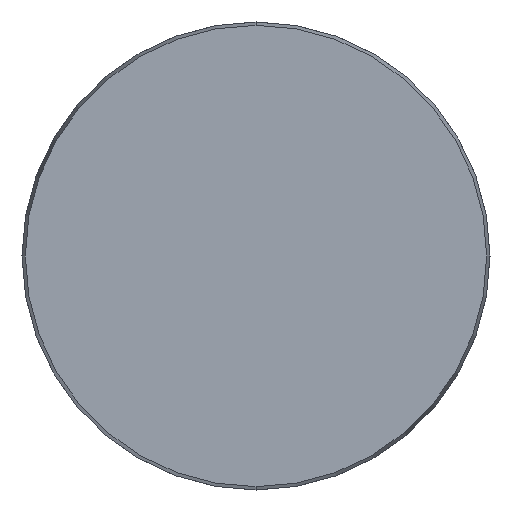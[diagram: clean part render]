
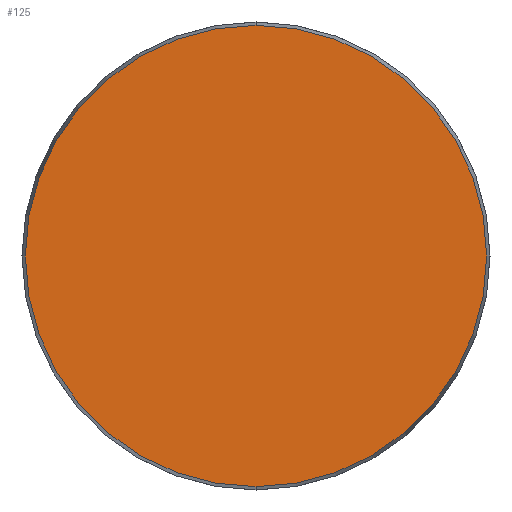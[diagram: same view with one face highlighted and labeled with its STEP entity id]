
A CAD part, front view. The second image highlights one B-rep face of the part: STEP entity #125.
In plain terms, the highlighted planar face has unit normal (0, -1, 0).
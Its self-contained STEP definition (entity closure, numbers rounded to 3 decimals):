
#4 = CARTESIAN_POINT ( 'NONE',  ( -59.143, 0., 0. ) ) ;
#38 = DIRECTION ( 'NONE',  ( 0., 1., 0. ) ) ;
#110 = CARTESIAN_POINT ( 'NONE',  ( 0., 0., 0. ) ) ;
#125 = ADVANCED_FACE ( 'NONE', ( #966 ), #499, .F. ) ;
#128 = CARTESIAN_POINT ( 'NONE',  ( 0., 0., 0. ) ) ;
#134 = CIRCLE ( 'NONE', #897, 59.143 ) ;
#148 = ORIENTED_EDGE ( 'NONE', *, *, #627, .T. ) ;
#203 = VERTEX_POINT ( 'NONE', #641 ) ;
#260 = EDGE_LOOP ( 'NONE', ( #148, #603 ) ) ;
#363 = AXIS2_PLACEMENT_3D ( 'NONE', #110, #637, #958 ) ;
#499 = PLANE ( 'NONE',  #820 ) ;
#563 = EDGE_CURVE ( 'NONE', #776, #203, #1046, .T. ) ;
#603 = ORIENTED_EDGE ( 'NONE', *, *, #563, .T. ) ;
#627 = EDGE_CURVE ( 'NONE', #203, #776, #134, .T. ) ;
#637 = DIRECTION ( 'NONE',  ( 0., -1., 0. ) ) ;
#641 = CARTESIAN_POINT ( 'NONE',  ( 0., 0., 59.143 ) ) ;
#749 = DIRECTION ( 'NONE',  ( 0., -1., 0. ) ) ;
#776 = VERTEX_POINT ( 'NONE', #1068 ) ;
#820 = AXIS2_PLACEMENT_3D ( 'NONE', #4, #38, #1260 ) ;
#897 = AXIS2_PLACEMENT_3D ( 'NONE', #128, #749, #1162 ) ;
#958 = DIRECTION ( 'NONE',  ( 0., 0., -1. ) ) ;
#966 = FACE_OUTER_BOUND ( 'NONE', #260, .T. ) ;
#1046 = CIRCLE ( 'NONE', #363, 59.143 ) ;
#1068 = CARTESIAN_POINT ( 'NONE',  ( 0., 0., -59.143 ) ) ;
#1162 = DIRECTION ( 'NONE',  ( 0., 0., -1. ) ) ;
#1260 = DIRECTION ( 'NONE',  ( 0., 0., 1. ) ) ;
